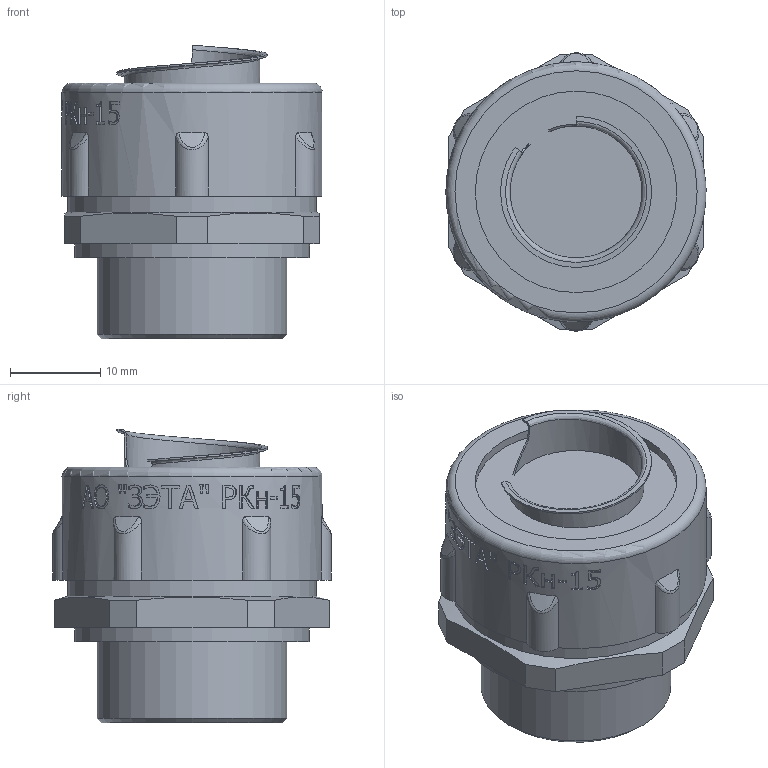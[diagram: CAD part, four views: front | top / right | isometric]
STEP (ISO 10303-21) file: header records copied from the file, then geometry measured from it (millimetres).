
FILE_DESCRIPTION(/* description */ (''),/* implementation_level */ '2;1');
FILE_NAME(/* name */ 'РКН -15.stp',/* time_stamp */ '2019-04-29T12:23:33+07:00',/* author */ ('zeta-09'),/* organization */ (''),/* preprocessor_version */ 'ST-DEVELOPER v17',/* originating_system */ 'Autodesk Inventor 2019',/* authorisation */ '');
FILE_SCHEMA (('AUTOMOTIVE_DESIGN { 1 0 10303 214 3 1 1 }'));
Length unit declared in the file: millimetre
Products named in the file (1): РКН -10
Bounding box: 28.78 x 30.8 x 32.5 mm (x, y, z)
Volume: 14273.5 mm3; surface area: 4414.6 mm2
Topology: 1 solids, 1 shells, 261 faces, 708 edges, 474 vertices
Faces by surface type: plane 114, bspline 100, cylinder 37, cone 9, torus 1
Full cylindrical faces by diameter (mm): 17 x1, 21 x1, 22.3 x1, 26 x1, 27.5 x1, 28.8 x1
Entity records: 11359 total; most frequent: CARTESIAN_POINT 5275, ORIENTED_EDGE 1416, DIRECTION 973, EDGE_CURVE 708, VERTEX_POINT 474, AXIS2_PLACEMENT_3D 331, LINE 311, VECTOR 311
